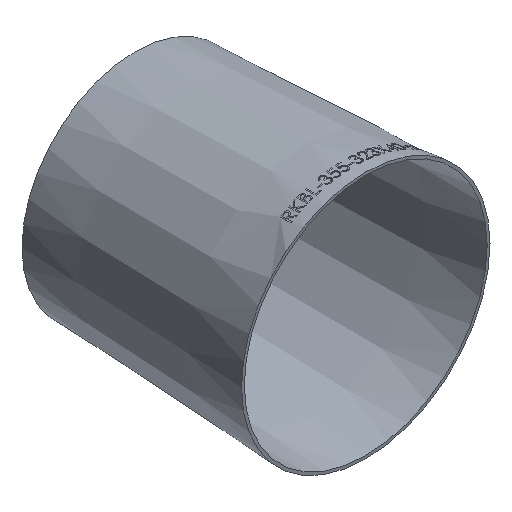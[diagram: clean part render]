
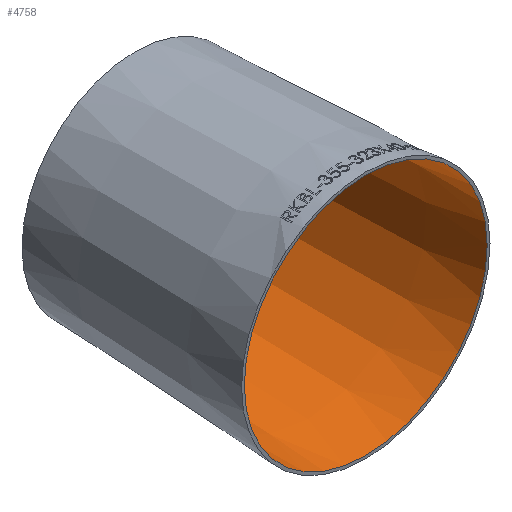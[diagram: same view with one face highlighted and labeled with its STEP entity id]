
A CAD part, isometric view. The second image highlights one B-rep face of the part: STEP entity #4758.
In plain terms, the highlighted conical face has half-angle 2.75 degrees and reference radius 173.795 mm.
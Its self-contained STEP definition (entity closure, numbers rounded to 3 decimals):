
#192 = CARTESIAN_POINT ( 'NONE',  ( 0., 0., -173.795 ) ) ;
#839 = DIRECTION ( 'NONE',  ( 0., -1., 0. ) ) ;
#842 = FACE_BOUND ( 'NONE', #18792, .T. ) ;
#1144 = EDGE_CURVE ( 'NONE', #18271, #18271, #13408, .T. ) ;
#4743 = DIRECTION ( 'NONE',  ( 0., 0., -1. ) ) ;
#4758 = ADVANCED_FACE ( 'NONE', ( #842, #13383 ), #25074, .F. ) ;
#5016 = ORIENTED_EDGE ( 'NONE', *, *, #1144, .T. ) ;
#6745 = EDGE_LOOP ( 'NONE', ( #5016 ) ) ;
#8999 = CARTESIAN_POINT ( 'NONE',  ( 0., 0., 0. ) ) ;
#10709 = CARTESIAN_POINT ( 'NONE',  ( 0., 330., 0. ) ) ;
#12352 = CARTESIAN_POINT ( 'NONE',  ( 0., 330., -157.945 ) ) ;
#13383 = FACE_OUTER_BOUND ( 'NONE', #6745, .T. ) ;
#13408 = CIRCLE ( 'NONE', #29859, 173.795 ) ;
#15640 = CIRCLE ( 'NONE', #38654, 157.945 ) ;
#16641 = DIRECTION ( 'NONE',  ( 0., 0., -1. ) ) ;
#17233 = ORIENTED_EDGE ( 'NONE', *, *, #27184, .F. ) ;
#18271 = VERTEX_POINT ( 'NONE', #192 ) ;
#18792 = EDGE_LOOP ( 'NONE', ( #17233 ) ) ;
#18820 = DIRECTION ( 'NONE',  ( 0., 0., -1. ) ) ;
#21517 = DIRECTION ( 'NONE',  ( 0., -1., 0. ) ) ;
#23752 = AXIS2_PLACEMENT_3D ( 'NONE', #26559, #38865, #4743 ) ;
#25074 = CONICAL_SURFACE ( 'NONE', #23752, 173.795, 0.048 ) ;
#26559 = CARTESIAN_POINT ( 'NONE',  ( 0., 0., 0. ) ) ;
#27184 = EDGE_CURVE ( 'NONE', #27978, #27978, #15640, .T. ) ;
#27978 = VERTEX_POINT ( 'NONE', #12352 ) ;
#29859 = AXIS2_PLACEMENT_3D ( 'NONE', #8999, #21517, #18820 ) ;
#38654 = AXIS2_PLACEMENT_3D ( 'NONE', #10709, #839, #16641 ) ;
#38865 = DIRECTION ( 'NONE',  ( 0., -1., 0. ) ) ;
